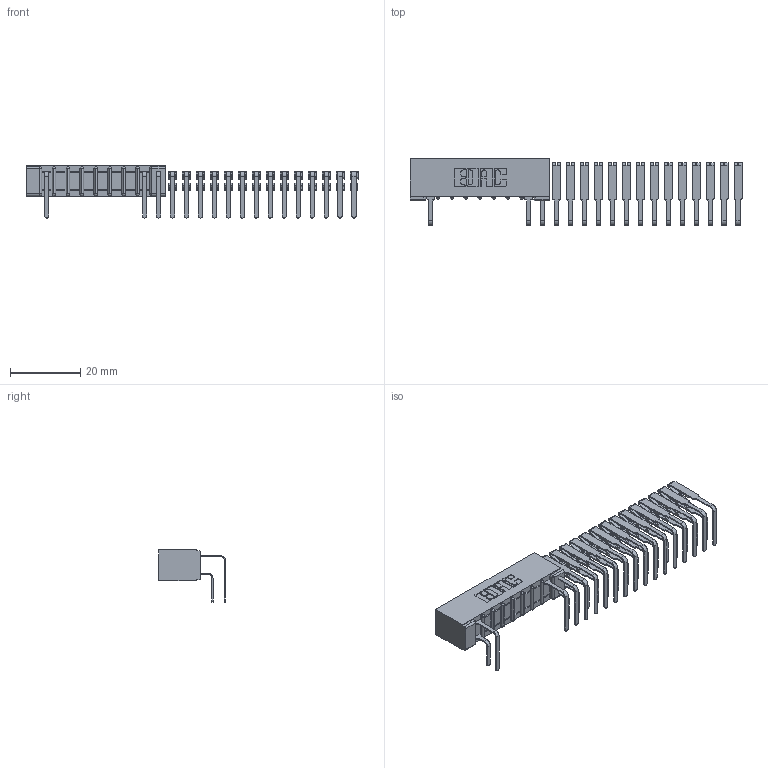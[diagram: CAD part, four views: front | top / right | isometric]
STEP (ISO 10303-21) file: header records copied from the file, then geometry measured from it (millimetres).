
FILE_DESCRIPTION (( 'STEP AP203' ), '1' );
FILE_NAME ('357-023-558-101.STEP', '2018-08-08T23:29:09', ( '' ), ( '' ), 'SwSTEP 2.0', 'SolidWorks 2016', '' );
FILE_SCHEMA (( 'CONFIG_CONTROL_DESIGN' ));
Length unit declared in the file: inch
Products named in the file (4): 307 Part_No Mounting Lugs; 307-290-001_558 559 - 1 (Single); 307-290-001_558 - 2 (Single); 357-023-558-101
Assembly tree (34 placements, depth 2):
  357-023-558-101
    307 Part_No Mounting Lugs
    307-290-001_558 559 - 1 (Single)  x16
    307-290-001_558 - 2 (Single)  x17
Bounding box: 94.22 x 18.96 x 14.81 mm (x, y, z)
Volume: 3191.3 mm3; surface area: 7510.5 mm2
Topology: 34 solids, 34 shells, 1599 faces, 4441 edges, 2890 vertices
Faces by surface type: plane 1053, cylinder 528, sphere 18
Entity records: 13019 total; most frequent: CARTESIAN_POINT 2067, DIRECTION 2055, ORIENTED_EDGE 2026, EDGE_CURVE 1013, VECTOR 763, LINE 763, VERTEX_POINT 658, AXIS2_PLACEMENT_3D 646
